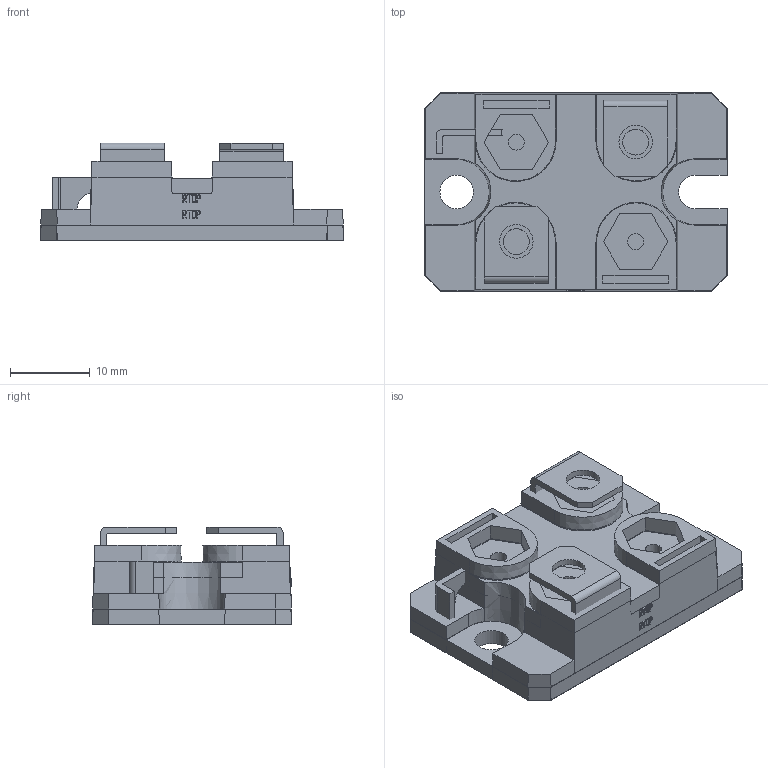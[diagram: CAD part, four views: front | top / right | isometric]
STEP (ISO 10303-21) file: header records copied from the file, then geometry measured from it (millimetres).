
FILE_DESCRIPTION( ( 'Unknown' ), '1' );
FILE_NAME( 'RTOP 3D.stp', 'Unknown', ( 'Unknown' ), ( 'Unknown' ), 'XStep 1.0', 'Unknown', ' ' );
FILE_SCHEMA( ( 'CONFIG_CONTROL_DESIGN' ) );
Length unit declared in the file: millimetre
Products named in the file (7): Assem1; 1; 2; 3; 4; 5; 6
Bounding box: 38 x 25 x 12.3 mm (x, y, z)
Surface area: 11769.2 mm2
Topology: 12 solids, 12 shells, 358 faces, 908 edges, 608 vertices
Faces by surface type: plane 300, cylinder 28, extrusion 18, cone 12
Full cylindrical faces by diameter (mm): 2 x4, 3.2 x4, 3.242 x4, 4.2 x6
Entity records: 5926 total; most frequent: CARTESIAN_POINT 1400, ORIENTED_EDGE 878, DIRECTION 784, EDGE_CURVE 439, VECTOR 342, LINE 333, VERTEX_POINT 300, AXIS2_PLACEMENT_3D 221
